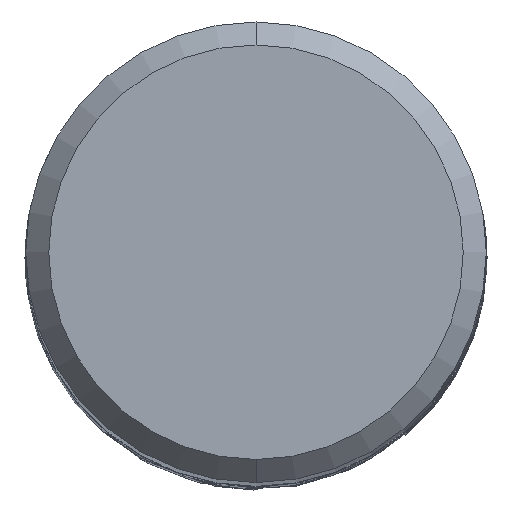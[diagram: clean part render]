
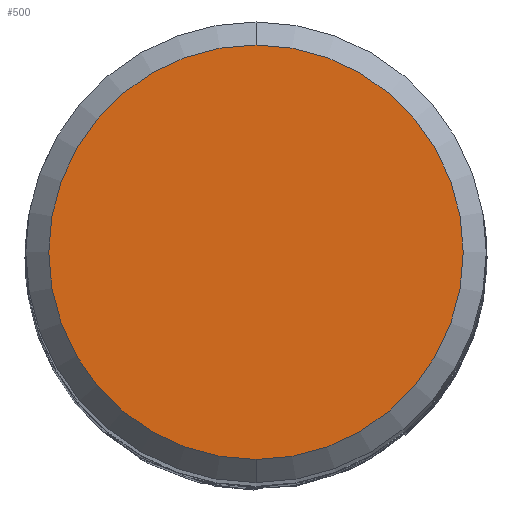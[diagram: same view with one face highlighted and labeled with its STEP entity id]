
A CAD part, top view. The second image highlights one B-rep face of the part: STEP entity #500.
In plain terms, the highlighted planar face has unit normal (0, 0, 1).
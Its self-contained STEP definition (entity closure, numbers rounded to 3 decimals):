
#376=VERTEX_POINT('',#941);
#420=VERTEX_POINT('',#987);
#460=EDGE_CURVE('',#376,#420,#1030,.T.);
#500=ADVANCED_FACE('',(#1073),#1074,.T.);
#696=EDGE_CURVE('',#420,#376,#1295,.T.);
#941=CARTESIAN_POINT('',(0.,-4.5,0.0));
#987=CARTESIAN_POINT('',(0.0,4.5,0.0));
#1030=CIRCLE('',#3381,4.5);
#1073=FACE_OUTER_BOUND('',#3488,.T.);
#1074=PLANE('',#3489);
#1295=CIRCLE('',#4480,4.5);
#3381=AXIS2_PLACEMENT_3D('',#5290,#5291,#5292);
#3488=EDGE_LOOP('',(#5343,#5344));
#3489=AXIS2_PLACEMENT_3D('',#5345,#5346,#5347);
#4480=AXIS2_PLACEMENT_3D('',#5659,#5660,#5661);
#5290=CARTESIAN_POINT('',(0.0,0.0,0.0));
#5291=DIRECTION('',(0.0,0.0,-1.0));
#5292=DIRECTION('',(0.0,1.0,0.0));
#5343=ORIENTED_EDGE('',*,*,#696,.F.);
#5344=ORIENTED_EDGE('',*,*,#460,.F.);
#5345=CARTESIAN_POINT('',(0.0,2.25,0.0));
#5346=DIRECTION('',(-0.0,0.0,1.0));
#5347=DIRECTION('',(0.0,-1.0,0.0));
#5659=CARTESIAN_POINT('',(0.0,0.0,0.0));
#5660=DIRECTION('',(0.0,0.0,-1.0));
#5661=DIRECTION('',(0.0,1.0,0.0));
